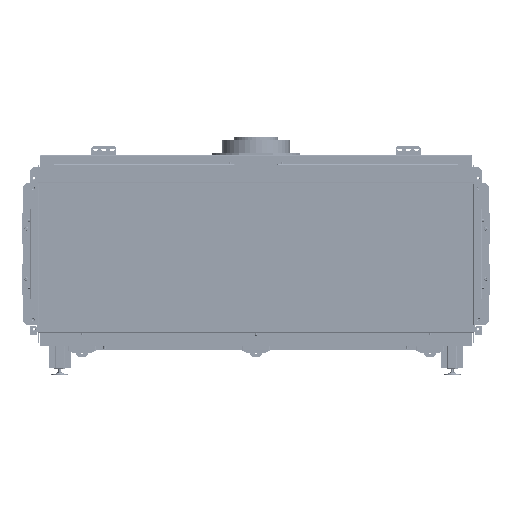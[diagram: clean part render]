
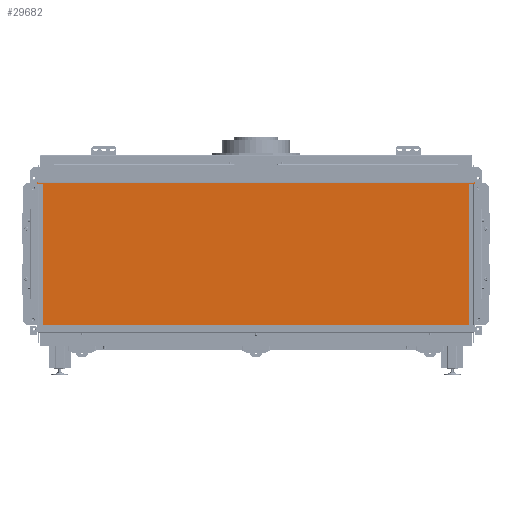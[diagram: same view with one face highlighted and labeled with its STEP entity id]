
A CAD part, top view. The second image highlights one B-rep face of the part: STEP entity #29682.
In plain terms, the highlighted planar face has unit normal (0, 0, 1).
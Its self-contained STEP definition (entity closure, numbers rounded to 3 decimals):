
#5276 = DIRECTION ( 'NONE',  ( 0., 1., 0. ) ) ;
#6186 = LINE ( 'NONE', #68527, #31008 ) ;
#10630 = VECTOR ( 'NONE', #32161, 1000. ) ;
#11754 = VERTEX_POINT ( 'NONE', #35376 ) ;
#12208 = AXIS2_PLACEMENT_3D ( 'NONE', #62389, #17975, #61976 ) ;
#12862 = VERTEX_POINT ( 'NONE', #62048 ) ;
#17975 = DIRECTION ( 'NONE',  ( 0., 0., -1. ) ) ;
#24058 = EDGE_CURVE ( 'NONE', #29750, #79077, #31439, .T. ) ;
#29359 = ORIENTED_EDGE ( 'NONE', *, *, #63588, .T. ) ;
#29682 = ADVANCED_FACE ( 'NONE', ( #35421 ), #81111, .F. ) ;
#29750 = VERTEX_POINT ( 'NONE', #42075 ) ;
#30299 = CARTESIAN_POINT ( 'NONE',  ( 650., -225., 5. ) ) ;
#31008 = VECTOR ( 'NONE', #31539, 1000. ) ;
#31360 = ORIENTED_EDGE ( 'NONE', *, *, #77944, .T. ) ;
#31439 = LINE ( 'NONE', #43508, #40099 ) ;
#31539 = DIRECTION ( 'NONE',  ( -1., 0., 0. ) ) ;
#32161 = DIRECTION ( 'NONE',  ( 0., -1., 0. ) ) ;
#33388 = CARTESIAN_POINT ( 'NONE',  ( -650., 225., 5. ) ) ;
#35376 = CARTESIAN_POINT ( 'NONE',  ( -650., 225., 5. ) ) ;
#35421 = FACE_OUTER_BOUND ( 'NONE', #78490, .T. ) ;
#39223 = LINE ( 'NONE', #33388, #10630 ) ;
#40099 = VECTOR ( 'NONE', #5276, 1000. ) ;
#42075 = CARTESIAN_POINT ( 'NONE',  ( 650., -225., 5. ) ) ;
#43508 = CARTESIAN_POINT ( 'NONE',  ( 650., 225., 5. ) ) ;
#44006 = LINE ( 'NONE', #30299, #46120 ) ;
#46120 = VECTOR ( 'NONE', #81013, 1000. ) ;
#61976 = DIRECTION ( 'NONE',  ( -1., 0., 0. ) ) ;
#62048 = CARTESIAN_POINT ( 'NONE',  ( -650., -225., 5. ) ) ;
#62389 = CARTESIAN_POINT ( 'NONE',  ( 650., -225., 5. ) ) ;
#63588 = EDGE_CURVE ( 'NONE', #11754, #12862, #39223, .T. ) ;
#66795 = ORIENTED_EDGE ( 'NONE', *, *, #24058, .T. ) ;
#68527 = CARTESIAN_POINT ( 'NONE',  ( 650., 225., 5. ) ) ;
#71102 = EDGE_CURVE ( 'NONE', #79077, #11754, #6186, .T. ) ;
#77944 = EDGE_CURVE ( 'NONE', #12862, #29750, #44006, .T. ) ;
#78490 = EDGE_LOOP ( 'NONE', ( #66795, #81017, #29359, #31360 ) ) ;
#79077 = VERTEX_POINT ( 'NONE', #79781 ) ;
#79781 = CARTESIAN_POINT ( 'NONE',  ( 650., 225., 5. ) ) ;
#81013 = DIRECTION ( 'NONE',  ( 1., 0., 0. ) ) ;
#81017 = ORIENTED_EDGE ( 'NONE', *, *, #71102, .T. ) ;
#81111 = PLANE ( 'NONE',  #12208 ) ;
